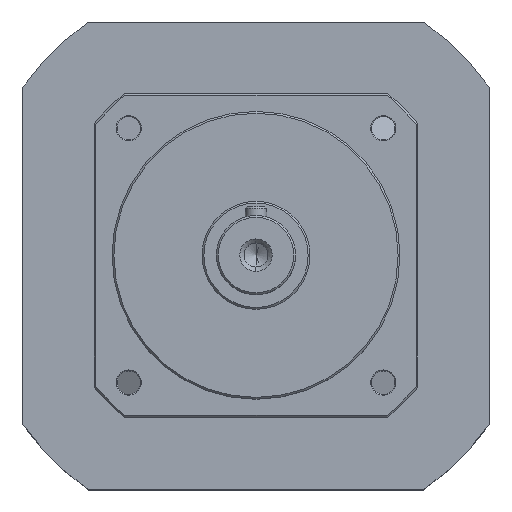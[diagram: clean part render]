
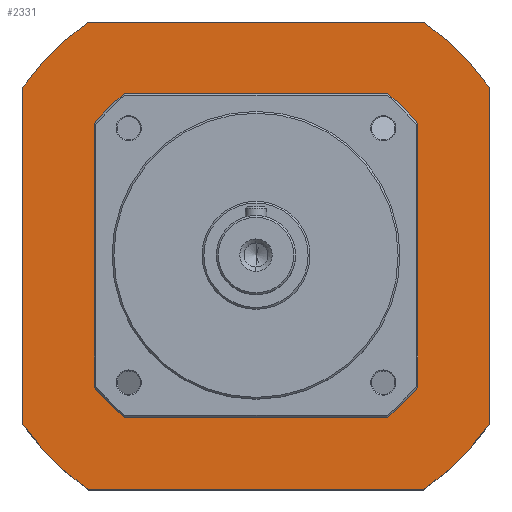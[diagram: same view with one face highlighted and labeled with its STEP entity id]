
A CAD part, top view. The second image highlights one B-rep face of the part: STEP entity #2331.
In plain terms, the highlighted planar face has unit normal (0, 0, 1).
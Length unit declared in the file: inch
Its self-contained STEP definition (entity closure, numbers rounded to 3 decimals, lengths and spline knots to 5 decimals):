
#41 = CARTESIAN_POINT ( 'NONE',  ( -0.23956, -0.29159, -2.1811 ) ) ;
#44 = AXIS2_PLACEMENT_3D ( 'NONE', #190, #4647, #2563 ) ;
#98 = DIRECTION ( 'NONE',  ( 0., 0., -1. ) ) ;
#137 = VERTEX_POINT ( 'NONE', #2234 ) ;
#156 = FACE_BOUND ( 'NONE', #3705, .T. ) ;
#190 = CARTESIAN_POINT ( 'NONE',  ( -0.23956, -0.29159, -2.1811 ) ) ;
#256 = EDGE_CURVE ( 'NONE', #823, #2403, #3926, .T. ) ;
#339 = ORIENTED_EDGE ( 'NONE', *, *, #917, .F. ) ;
#366 = VERTEX_POINT ( 'NONE', #3273 ) ;
#458 = CARTESIAN_POINT ( 'NONE',  ( -0.23956, 0.81078, -2.1811 ) ) ;
#503 = CARTESIAN_POINT ( 'NONE',  ( -0.23956, -0.29159, -2.1811 ) ) ;
#535 = AXIS2_PLACEMENT_3D ( 'NONE', #2930, #1734, #4542 ) ;
#823 = VERTEX_POINT ( 'NONE', #3703 ) ;
#917 = EDGE_CURVE ( 'NONE', #1866, #3263, #1059, .T. ) ;
#954 = DIRECTION ( 'NONE',  ( 0., 1., 0. ) ) ;
#983 = DIRECTION ( 'NONE',  ( -1., 0., 0. ) ) ;
#1005 = EDGE_CURVE ( 'NONE', #366, #2009, #4307, .T. ) ;
#1059 = CIRCLE ( 'NONE', #3892, 1.10236 ) ;
#1076 = CARTESIAN_POINT ( 'NONE',  ( 2.3195, -0.29159, -2.1811 ) ) ;
#1126 = EDGE_CURVE ( 'NONE', #3263, #1866, #2955, .T. ) ;
#1250 = DIRECTION ( 'NONE',  ( 0., -1., 0. ) ) ;
#1363 = DIRECTION ( 'NONE',  ( 0., 0., 1. ) ) ;
#1429 = VERTEX_POINT ( 'NONE', #5109 ) ;
#1434 = DIRECTION ( 'NONE',  ( 0., -1., 0. ) ) ;
#1443 = PLANE ( 'NONE',  #4975 ) ;
#1470 = VECTOR ( 'NONE', #2268, 39.37008 ) ;
#1541 = CIRCLE ( 'NONE', #535, 3.14961 ) ;
#1633 = CARTESIAN_POINT ( 'NONE',  ( -2.07566, 2.26747, -2.1811 ) ) ;
#1682 = VECTOR ( 'NONE', #983, 39.37008 ) ;
#1734 = DIRECTION ( 'NONE',  ( 0., 0., -1. ) ) ;
#1736 = CIRCLE ( 'NONE', #44, 3.14961 ) ;
#1822 = ORIENTED_EDGE ( 'NONE', *, *, #5241, .F. ) ;
#1851 = FACE_OUTER_BOUND ( 'NONE', #2709, .T. ) ;
#1864 = CARTESIAN_POINT ( 'NONE',  ( 1.59654, 2.26747, -2.1811 ) ) ;
#1866 = VERTEX_POINT ( 'NONE', #458 ) ;
#1934 = CARTESIAN_POINT ( 'NONE',  ( -0.23956, -0.29159, -2.1811 ) ) ;
#1937 = AXIS2_PLACEMENT_3D ( 'NONE', #4277, #2248, #2865 ) ;
#2009 = VERTEX_POINT ( 'NONE', #3542 ) ;
#2022 = CARTESIAN_POINT ( 'NONE',  ( -0.23956, -0.29159, -2.1811 ) ) ;
#2027 = VERTEX_POINT ( 'NONE', #1864 ) ;
#2108 = LINE ( 'NONE', #4888, #5147 ) ;
#2234 = CARTESIAN_POINT ( 'NONE',  ( -2.79861, 1.54451, -2.1811 ) ) ;
#2248 = DIRECTION ( 'NONE',  ( 0., 0., 1. ) ) ;
#2268 = DIRECTION ( 'NONE',  ( 0., 1., 0. ) ) ;
#2330 = DIRECTION ( 'NONE',  ( 0., 0., -1. ) ) ;
#2331 = ADVANCED_FACE ( 'NONE', ( #156, #1851 ), #1443, .F. ) ;
#2403 = VERTEX_POINT ( 'NONE', #4041 ) ;
#2428 = ORIENTED_EDGE ( 'NONE', *, *, #3857, .F. ) ;
#2441 = ORIENTED_EDGE ( 'NONE', *, *, #1126, .F. ) ;
#2563 = DIRECTION ( 'NONE',  ( 0., -1., 0. ) ) ;
#2664 = LINE ( 'NONE', #4719, #1470 ) ;
#2709 = EDGE_LOOP ( 'NONE', ( #2428, #3290, #4968, #3587, #2760, #4901, #1822, #3422 ) ) ;
#2722 = EDGE_CURVE ( 'NONE', #2027, #823, #1541, .T. ) ;
#2760 = ORIENTED_EDGE ( 'NONE', *, *, #4372, .F. ) ;
#2805 = DIRECTION ( 'NONE',  ( 0., 1., 0. ) ) ;
#2865 = DIRECTION ( 'NONE',  ( 0., 1., 0. ) ) ;
#2930 = CARTESIAN_POINT ( 'NONE',  ( -0.23956, -0.29159, -2.1811 ) ) ;
#2955 = CIRCLE ( 'NONE', #1937, 1.10236 ) ;
#3100 = CARTESIAN_POINT ( 'NONE',  ( -0.23956, -1.39395, -2.1811 ) ) ;
#3263 = VERTEX_POINT ( 'NONE', #3100 ) ;
#3273 = CARTESIAN_POINT ( 'NONE',  ( 1.59654, -2.85064, -2.1811 ) ) ;
#3290 = ORIENTED_EDGE ( 'NONE', *, *, #256, .F. ) ;
#3365 = CIRCLE ( 'NONE', #4302, 3.14961 ) ;
#3422 = ORIENTED_EDGE ( 'NONE', *, *, #1005, .F. ) ;
#3542 = CARTESIAN_POINT ( 'NONE',  ( -2.07566, -2.85064, -2.1811 ) ) ;
#3587 = ORIENTED_EDGE ( 'NONE', *, *, #4074, .F. ) ;
#3703 = CARTESIAN_POINT ( 'NONE',  ( 2.3195, 1.54451, -2.1811 ) ) ;
#3705 = EDGE_LOOP ( 'NONE', ( #339, #2441 ) ) ;
#3857 = EDGE_CURVE ( 'NONE', #2403, #366, #1736, .T. ) ;
#3892 = AXIS2_PLACEMENT_3D ( 'NONE', #503, #1363, #954 ) ;
#3926 = LINE ( 'NONE', #1076, #4844 ) ;
#3977 = EDGE_CURVE ( 'NONE', #1429, #137, #2664, .T. ) ;
#4041 = CARTESIAN_POINT ( 'NONE',  ( 2.3195, -2.12768, -2.1811 ) ) ;
#4074 = EDGE_CURVE ( 'NONE', #5097, #2027, #2108, .T. ) ;
#4076 = DIRECTION ( 'NONE',  ( 0., -1., 0. ) ) ;
#4277 = CARTESIAN_POINT ( 'NONE',  ( -0.23956, -0.29159, -2.1811 ) ) ;
#4302 = AXIS2_PLACEMENT_3D ( 'NONE', #41, #4951, #1250 ) ;
#4307 = LINE ( 'NONE', #4729, #1682 ) ;
#4372 = EDGE_CURVE ( 'NONE', #137, #5097, #4987, .T. ) ;
#4542 = DIRECTION ( 'NONE',  ( 0., -1., 0. ) ) ;
#4647 = DIRECTION ( 'NONE',  ( 0., 0., -1. ) ) ;
#4718 = AXIS2_PLACEMENT_3D ( 'NONE', #2022, #98, #4076 ) ;
#4719 = CARTESIAN_POINT ( 'NONE',  ( -2.79861, -0.29159, -2.1811 ) ) ;
#4729 = CARTESIAN_POINT ( 'NONE',  ( -0.23956, -2.85064, -2.1811 ) ) ;
#4844 = VECTOR ( 'NONE', #1434, 39.37008 ) ;
#4888 = CARTESIAN_POINT ( 'NONE',  ( -0.23956, 2.26747, -2.1811 ) ) ;
#4901 = ORIENTED_EDGE ( 'NONE', *, *, #3977, .F. ) ;
#4951 = DIRECTION ( 'NONE',  ( 0., 0., -1. ) ) ;
#4963 = DIRECTION ( 'NONE',  ( 1., 0., 0. ) ) ;
#4968 = ORIENTED_EDGE ( 'NONE', *, *, #2722, .F. ) ;
#4975 = AXIS2_PLACEMENT_3D ( 'NONE', #1934, #2330, #2805 ) ;
#4987 = CIRCLE ( 'NONE', #4718, 3.14961 ) ;
#5097 = VERTEX_POINT ( 'NONE', #1633 ) ;
#5109 = CARTESIAN_POINT ( 'NONE',  ( -2.79861, -2.12768, -2.1811 ) ) ;
#5147 = VECTOR ( 'NONE', #4963, 39.37008 ) ;
#5241 = EDGE_CURVE ( 'NONE', #2009, #1429, #3365, .T. ) ;
